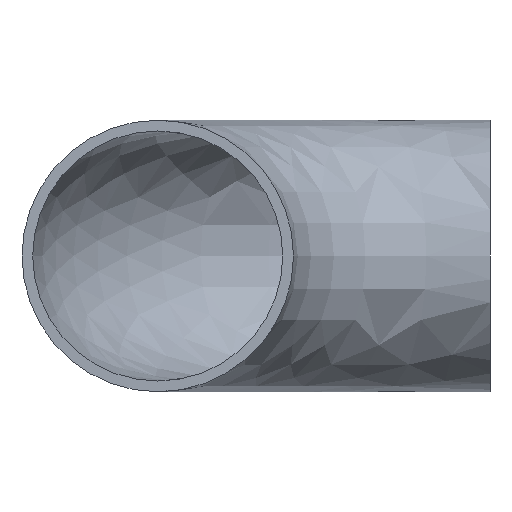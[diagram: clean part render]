
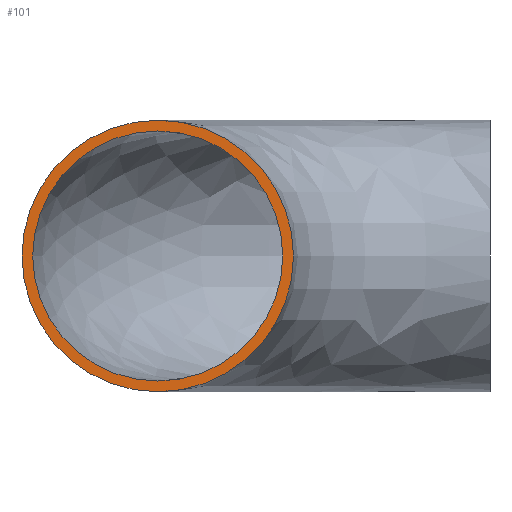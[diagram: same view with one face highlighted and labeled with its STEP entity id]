
A CAD part, front view. The second image highlights one B-rep face of the part: STEP entity #101.
In plain terms, the highlighted planar face has unit normal (0, -1, 0).
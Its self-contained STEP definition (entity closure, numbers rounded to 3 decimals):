
#10 = EDGE_CURVE ( 'NONE', #128, #124, #262, .T. ) ;
#25 = AXIS2_PLACEMENT_3D ( 'NONE', #277, #161, #365 ) ;
#35 = DIRECTION ( 'NONE',  ( 0., 0., 1. ) ) ;
#39 = CARTESIAN_POINT ( 'NONE',  ( 0., 0., 0. ) ) ;
#40 = CIRCLE ( 'NONE', #505, 19. ) ;
#48 = VERTEX_POINT ( 'NONE', #485 ) ;
#61 = EDGE_CURVE ( 'NONE', #296, #48, #486, .T. ) ;
#65 = DIRECTION ( 'NONE',  ( 0., 1., 0. ) ) ;
#76 = ORIENTED_EDGE ( 'NONE', *, *, #389, .F. ) ;
#92 = ORIENTED_EDGE ( 'NONE', *, *, #10, .T. ) ;
#101 = ADVANCED_FACE ( 'NONE', ( #378, #359 ), #284, .F. ) ;
#106 = CARTESIAN_POINT ( 'NONE',  ( 0., 0., 17.5 ) ) ;
#112 = EDGE_LOOP ( 'NONE', ( #175, #76 ) ) ;
#115 = CARTESIAN_POINT ( 'NONE',  ( 0., 0., -17.5 ) ) ;
#124 = VERTEX_POINT ( 'NONE', #106 ) ;
#128 = VERTEX_POINT ( 'NONE', #115 ) ;
#143 = ORIENTED_EDGE ( 'NONE', *, *, #167, .T. ) ;
#159 = CARTESIAN_POINT ( 'NONE',  ( 0., 0., 0. ) ) ;
#161 = DIRECTION ( 'NONE',  ( 0., 1., 0. ) ) ;
#167 = EDGE_CURVE ( 'NONE', #124, #128, #281, .T. ) ;
#175 = ORIENTED_EDGE ( 'NONE', *, *, #61, .F. ) ;
#237 = DIRECTION ( 'NONE',  ( 0., 0., 1. ) ) ;
#262 = CIRCLE ( 'NONE', #341, 17.5 ) ;
#273 = CARTESIAN_POINT ( 'NONE',  ( 0., 0., 0. ) ) ;
#277 = CARTESIAN_POINT ( 'NONE',  ( 0., 0., 0. ) ) ;
#281 = CIRCLE ( 'NONE', #490, 17.5 ) ;
#284 = PLANE ( 'NONE',  #25 ) ;
#290 = CARTESIAN_POINT ( 'NONE',  ( 0., 0., 0. ) ) ;
#292 = DIRECTION ( 'NONE',  ( 0., 1., 0. ) ) ;
#296 = VERTEX_POINT ( 'NONE', #398 ) ;
#325 = DIRECTION ( 'NONE',  ( 0., 1., 0. ) ) ;
#341 = AXIS2_PLACEMENT_3D ( 'NONE', #273, #65, #358 ) ;
#358 = DIRECTION ( 'NONE',  ( 0., 0., 1. ) ) ;
#359 = FACE_OUTER_BOUND ( 'NONE', #112, .T. ) ;
#365 = DIRECTION ( 'NONE',  ( 0., 0., 1. ) ) ;
#368 = DIRECTION ( 'NONE',  ( 0., 1., 0. ) ) ;
#375 = AXIS2_PLACEMENT_3D ( 'NONE', #290, #368, #35 ) ;
#378 = FACE_BOUND ( 'NONE', #510, .T. ) ;
#389 = EDGE_CURVE ( 'NONE', #48, #296, #40, .T. ) ;
#398 = CARTESIAN_POINT ( 'NONE',  ( 0., 0., 19. ) ) ;
#485 = CARTESIAN_POINT ( 'NONE',  ( 0., 0., -19. ) ) ;
#486 = CIRCLE ( 'NONE', #375, 19. ) ;
#490 = AXIS2_PLACEMENT_3D ( 'NONE', #39, #292, #494 ) ;
#494 = DIRECTION ( 'NONE',  ( 0., 0., 1. ) ) ;
#505 = AXIS2_PLACEMENT_3D ( 'NONE', #159, #325, #237 ) ;
#510 = EDGE_LOOP ( 'NONE', ( #143, #92 ) ) ;
